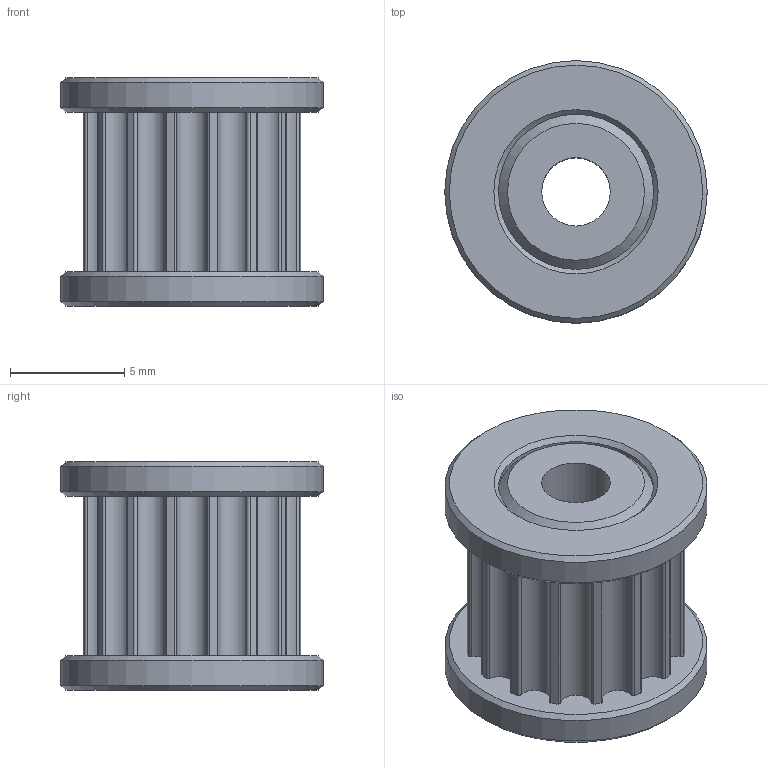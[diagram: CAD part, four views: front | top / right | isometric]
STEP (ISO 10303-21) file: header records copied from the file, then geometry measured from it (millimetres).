
FILE_DESCRIPTION(/* description */ (''),/* implementation_level */ '2;1');
FILE_NAME(/* name */ 'Custom 16t PFA Live Shaft Idlers.step',/* time_stamp */ '2025-07-01T23:53:01-04:00',/* author */ (''),/* organization */ (''),/* preprocessor_version */ 'ST-DEVELOPER v20.1',/* originating_system */ 'Autodesk Translation Framework v14.10.0.0',/* authorisation */ '');
FILE_SCHEMA (('AUTOMOTIVE_DESIGN { 1 0 10303 214 3 1 1 }'));
Length unit declared in the file: millimetre
Products named in the file (3): GPA16-GT2-6-A-P3-H10; Pulley; Pulley Flange
Assembly tree (3 placements, depth 2):
  GPA16-GT2-6-A-P3-H10
    Pulley Flange  x2
    Pulley
Bounding box: 11.5 x 11.5 x 10 mm (x, y, z)
Volume: 658.5 mm3; surface area: 962.4 mm2
Topology: 3 solids, 3 shells, 89 faces, 233 edges, 152 vertices
Faces by surface type: cylinder 71, cone 10, plane 8
Full cylindrical faces by diameter (mm): 3 x1, 6.8 x4, 11.5 x2
Entity records: 2815 total; most frequent: DIRECTION 537, CARTESIAN_POINT 450, ORIENTED_EDGE 438, AXIS2_PLACEMENT_3D 231, EDGE_CURVE 219, CIRCLE 144, VERTEX_POINT 144, EDGE_LOOP 87
